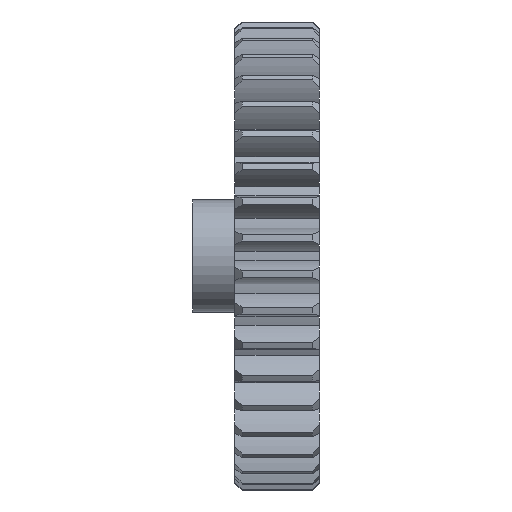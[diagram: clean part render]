
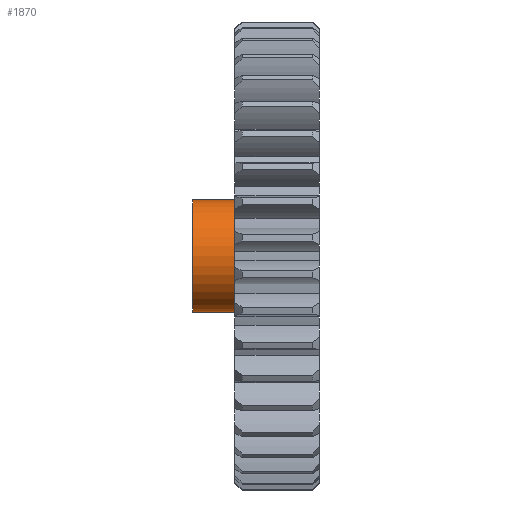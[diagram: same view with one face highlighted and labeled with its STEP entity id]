
A CAD part, front view. The second image highlights one B-rep face of the part: STEP entity #1870.
In plain terms, the highlighted cylindrical face has radius 4 mm (diameter 8 mm), a partial arc.
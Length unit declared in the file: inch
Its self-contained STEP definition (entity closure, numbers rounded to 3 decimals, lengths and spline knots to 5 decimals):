
#135 = EDGE_CURVE ( 'NONE', #9010, #7756, #8792, .T. ) ;
#395 = CARTESIAN_POINT ( 'NONE',  ( -0.11811, 0., 0. ) ) ;
#616 = EDGE_CURVE ( 'NONE', #8077, #9010, #734, .T. ) ;
#734 = LINE ( 'NONE', #3412, #8120 ) ;
#865 = ORIENTED_EDGE ( 'NONE', *, *, #1010, .F. ) ;
#1010 = EDGE_CURVE ( 'NONE', #8077, #8124, #7772, .T. ) ;
#1042 = CYLINDRICAL_SURFACE ( 'NONE', #7012, 0.15748 ) ;
#1107 = DIRECTION ( 'NONE',  ( 0., 0., 1. ) ) ;
#1610 = CARTESIAN_POINT ( 'NONE',  ( -0.11811, 0., 0.15748 ) ) ;
#1723 = EDGE_CURVE ( 'NONE', #8124, #7756, #5749, .T. ) ;
#1870 = ADVANCED_FACE ( 'NONE', ( #8644 ), #1042, .T. ) ;
#2012 = DIRECTION ( 'NONE',  ( 1., 0., 0. ) ) ;
#2675 = DIRECTION ( 'NONE',  ( 0., 0., -1. ) ) ;
#2845 = CARTESIAN_POINT ( 'NONE',  ( 0., 0., 0. ) ) ;
#3128 = CARTESIAN_POINT ( 'NONE',  ( 0., 0., -0.15748 ) ) ;
#3245 = CARTESIAN_POINT ( 'NONE',  ( -0.11811, 0., -0.15748 ) ) ;
#3305 = CARTESIAN_POINT ( 'NONE',  ( -0.11811, 0., 0.15748 ) ) ;
#3412 = CARTESIAN_POINT ( 'NONE',  ( -0.11811, 0., -0.15748 ) ) ;
#3561 = DIRECTION ( 'NONE',  ( 0., 0., -1. ) ) ;
#3922 = ORIENTED_EDGE ( 'NONE', *, *, #616, .T. ) ;
#4070 = DIRECTION ( 'NONE',  ( 1., 0., 0. ) ) ;
#5138 = AXIS2_PLACEMENT_3D ( 'NONE', #395, #5376, #1107 ) ;
#5376 = DIRECTION ( 'NONE',  ( -1., 0., 0. ) ) ;
#5521 = VECTOR ( 'NONE', #8752, 39.37008 ) ;
#5527 = ORIENTED_EDGE ( 'NONE', *, *, #1723, .F. ) ;
#5749 = LINE ( 'NONE', #1610, #5521 ) ;
#6588 = ORIENTED_EDGE ( 'NONE', *, *, #135, .T. ) ;
#6825 = AXIS2_PLACEMENT_3D ( 'NONE', #2845, #7861, #3561 ) ;
#7012 = AXIS2_PLACEMENT_3D ( 'NONE', #8400, #4070, #2675 ) ;
#7756 = VERTEX_POINT ( 'NONE', #8542 ) ;
#7772 = CIRCLE ( 'NONE', #5138, 0.15748 ) ;
#7861 = DIRECTION ( 'NONE',  ( -1., 0., 0. ) ) ;
#8077 = VERTEX_POINT ( 'NONE', #3245 ) ;
#8120 = VECTOR ( 'NONE', #2012, 39.37008 ) ;
#8124 = VERTEX_POINT ( 'NONE', #3305 ) ;
#8400 = CARTESIAN_POINT ( 'NONE',  ( -0.11811, 0., 0. ) ) ;
#8542 = CARTESIAN_POINT ( 'NONE',  ( 0., 0., 0.15748 ) ) ;
#8644 = FACE_OUTER_BOUND ( 'NONE', #8717, .T. ) ;
#8717 = EDGE_LOOP ( 'NONE', ( #5527, #865, #3922, #6588 ) ) ;
#8752 = DIRECTION ( 'NONE',  ( 1., 0., 0. ) ) ;
#8792 = CIRCLE ( 'NONE', #6825, 0.15748 ) ;
#9010 = VERTEX_POINT ( 'NONE', #3128 ) ;
